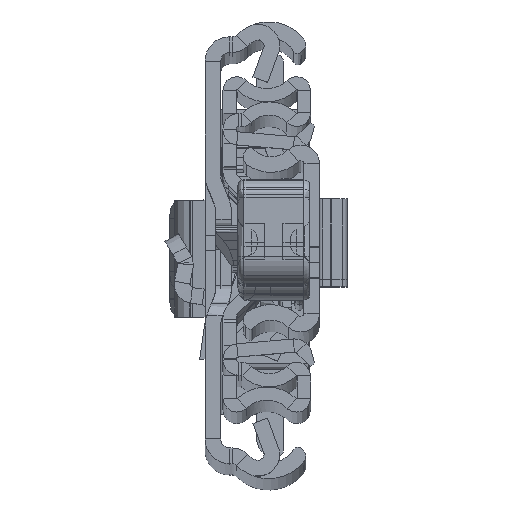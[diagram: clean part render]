
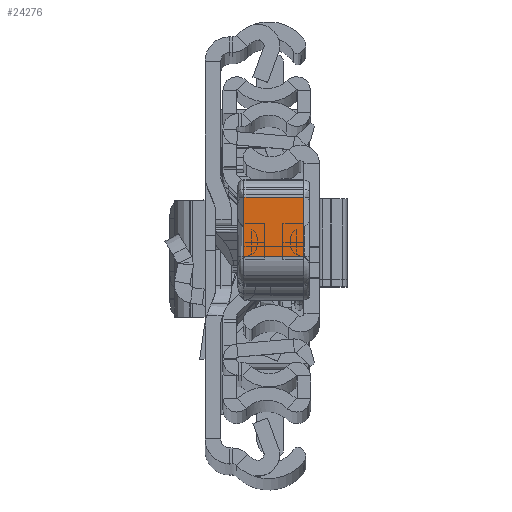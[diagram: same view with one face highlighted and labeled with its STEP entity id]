
A CAD part, top view. The second image highlights one B-rep face of the part: STEP entity #24276.
In plain terms, the highlighted face is planar.
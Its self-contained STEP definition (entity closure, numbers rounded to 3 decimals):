
#1860 = DIRECTION ( 'NONE',  ( 0., 0., 1. ) ) ;
#2450 = VECTOR ( 'NONE', #31800, 1000. ) ;
#3178 = DIRECTION ( 'NONE',  ( -0.027, -1., 0. ) ) ;
#3684 = LINE ( 'NONE', #20997, #13966 ) ;
#3830 = VERTEX_POINT ( 'NONE', #12240 ) ;
#6993 = EDGE_CURVE ( 'NONE', #12755, #3830, #34519, .T. ) ;
#9275 = CARTESIAN_POINT ( 'NONE',  ( 39.818, -2.465, -10. ) ) ;
#9279 = DIRECTION ( 'NONE',  ( -0.027, -1., 0. ) ) ;
#12240 = CARTESIAN_POINT ( 'NONE',  ( 39.818, -2.465, 0. ) ) ;
#12661 = VECTOR ( 'NONE', #1860, 1000. ) ;
#12755 = VERTEX_POINT ( 'NONE', #17362 ) ;
#13248 = LINE ( 'NONE', #28256, #12661 ) ;
#13966 = VECTOR ( 'NONE', #9279, 1000. ) ;
#14115 = EDGE_CURVE ( 'NONE', #34971, #12755, #13248, .T. ) ;
#15100 = FACE_OUTER_BOUND ( 'NONE', #28170, .T. ) ;
#15310 = EDGE_CURVE ( 'NONE', #3830, #32809, #15439, .T. ) ;
#15439 = LINE ( 'NONE', #33133, #20931 ) ;
#15714 = AXIS2_PLACEMENT_3D ( 'NONE', #29542, #29161, #3178 ) ;
#17217 = ORIENTED_EDGE ( 'NONE', *, *, #15310, .F. ) ;
#17362 = CARTESIAN_POINT ( 'NONE',  ( 39.55, -12.274, 0. ) ) ;
#17918 = DIRECTION ( 'NONE',  ( 0., 0., -1. ) ) ;
#18062 = ORIENTED_EDGE ( 'NONE', *, *, #25596, .F. ) ;
#20771 = ORIENTED_EDGE ( 'NONE', *, *, #6993, .F. ) ;
#20841 = CARTESIAN_POINT ( 'NONE',  ( 39.55, -12.274, -10. ) ) ;
#20931 = VECTOR ( 'NONE', #17918, 1000. ) ;
#20997 = CARTESIAN_POINT ( 'NONE',  ( 39.55, -12.274, -10. ) ) ;
#22943 = CARTESIAN_POINT ( 'NONE',  ( 39.55, -12.274, 0. ) ) ;
#24276 = ADVANCED_FACE ( 'NONE', ( #15100 ), #32419, .F. ) ;
#25596 = EDGE_CURVE ( 'NONE', #32809, #34971, #3684, .T. ) ;
#28170 = EDGE_LOOP ( 'NONE', ( #35817, #18062, #17217, #20771 ) ) ;
#28256 = CARTESIAN_POINT ( 'NONE',  ( 39.55, -12.274, -11. ) ) ;
#29161 = DIRECTION ( 'NONE',  ( -1., 0.027, 0. ) ) ;
#29542 = CARTESIAN_POINT ( 'NONE',  ( 39.55, -12.274, -11. ) ) ;
#31800 = DIRECTION ( 'NONE',  ( 0.027, 1., 0. ) ) ;
#32419 = PLANE ( 'NONE',  #15714 ) ;
#32809 = VERTEX_POINT ( 'NONE', #9275 ) ;
#33133 = CARTESIAN_POINT ( 'NONE',  ( 39.818, -2.465, -11. ) ) ;
#34519 = LINE ( 'NONE', #22943, #2450 ) ;
#34971 = VERTEX_POINT ( 'NONE', #20841 ) ;
#35817 = ORIENTED_EDGE ( 'NONE', *, *, #14115, .F. ) ;
